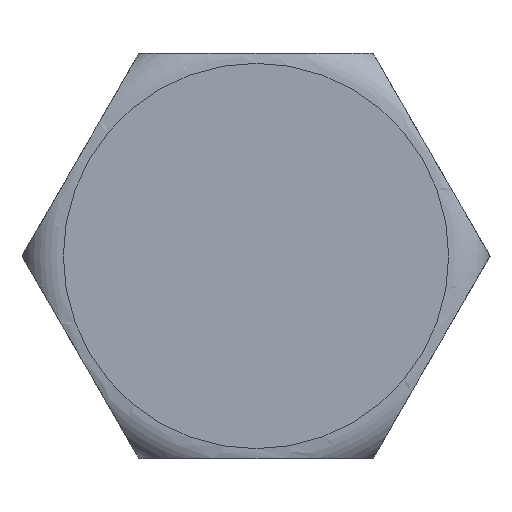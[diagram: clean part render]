
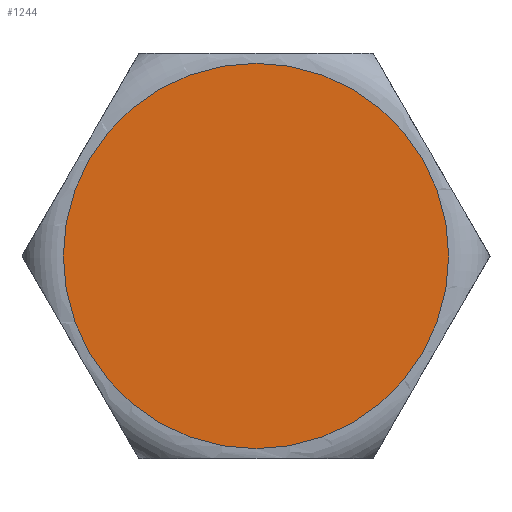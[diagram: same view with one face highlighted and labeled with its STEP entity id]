
A CAD part, left-side view. The second image highlights one B-rep face of the part: STEP entity #1244.
In plain terms, the highlighted planar face has unit normal (-1, 0, 0).
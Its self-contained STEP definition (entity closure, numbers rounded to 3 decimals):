
#1219=CARTESIAN_POINT('',(0.,0.,0.));
#1220=DIRECTION('',(-1.,0.,0.));
#1221=DIRECTION('',(0.,0.,1.));
#1222=AXIS2_PLACEMENT_3D('',#1219,#1220,#1221);
#1223=PLANE('',#1222);
#1224=CARTESIAN_POINT('',(0.,-0.,-7.));
#1225=VERTEX_POINT('',#1224);
#1226=CARTESIAN_POINT('',(0.,7.,-0.));
#1227=VERTEX_POINT('',#1226);
#1228=CARTESIAN_POINT('',(0.,0.,0.));
#1229=DIRECTION('',(1.,0.,0.));
#1230=DIRECTION('',(-0.,1.,0.));
#1231=AXIS2_PLACEMENT_3D('',#1228,#1229,#1230);
#1232=CIRCLE('',#1231,7.);
#1233=EDGE_CURVE('',#1225,#1227,#1232,.T.);
#1234=ORIENTED_EDGE('',*,*,#1233,.F.);
#1235=CARTESIAN_POINT('',(0.,0.,0.));
#1236=DIRECTION('',(1.,0.,0.));
#1237=DIRECTION('',(-0.,1.,0.));
#1238=AXIS2_PLACEMENT_3D('',#1235,#1236,#1237);
#1239=CIRCLE('',#1238,7.);
#1240=EDGE_CURVE('',#1227,#1225,#1239,.T.);
#1241=ORIENTED_EDGE('',*,*,#1240,.F.);
#1242=EDGE_LOOP('',(#1234,#1241));
#1243=FACE_BOUND('',#1242,.T.);
#1244=ADVANCED_FACE('',(#1243),#1223,.T.);
